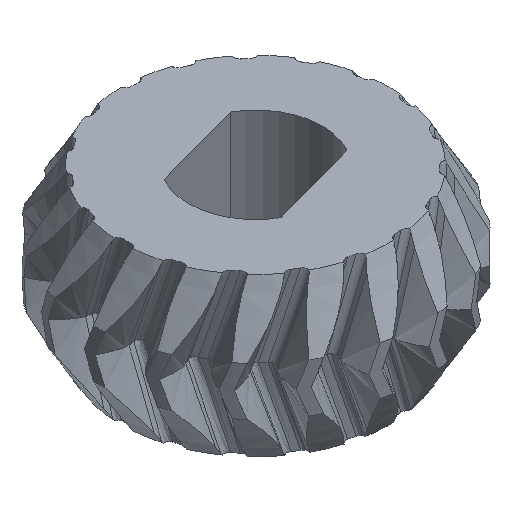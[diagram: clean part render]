
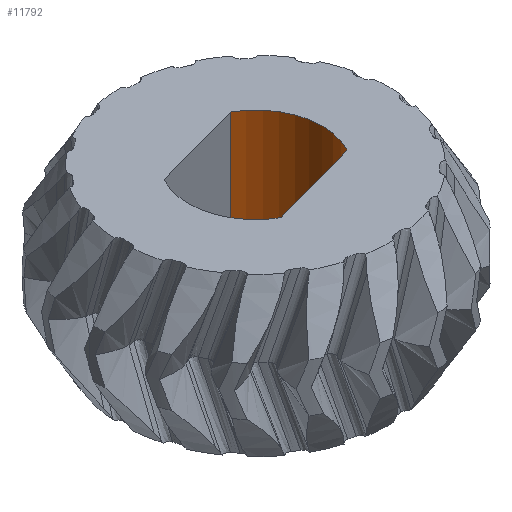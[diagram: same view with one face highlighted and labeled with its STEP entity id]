
A CAD part, isometric view. The second image highlights one B-rep face of the part: STEP entity #11792.
In plain terms, the highlighted cylindrical face has radius 4.25 mm (diameter 8.5 mm), a partial arc.
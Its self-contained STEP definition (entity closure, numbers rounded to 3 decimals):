
#668 = AXIS2_PLACEMENT_3D ( 'NONE', #5110, #12443, #20395 ) ;
#923 = AXIS2_PLACEMENT_3D ( 'NONE', #14550, #18523, #23691 ) ;
#2454 = CIRCLE ( 'NONE', #923, 4.25 ) ;
#2780 = EDGE_CURVE ( 'NONE', #20649, #8026, #4502, .T. ) ;
#3636 = VECTOR ( 'NONE', #18950, 1000. ) ;
#4264 = CARTESIAN_POINT ( 'NONE',  ( 2.087, 3.702, 5. ) ) ;
#4502 = LINE ( 'NONE', #4264, #3636 ) ;
#5110 = CARTESIAN_POINT ( 'NONE',  ( 0., 0., 5. ) ) ;
#5302 = DIRECTION ( 'NONE',  ( 0., 0., 1. ) ) ;
#5512 = AXIS2_PLACEMENT_3D ( 'NONE', #17828, #5302, #21445 ) ;
#5722 = CARTESIAN_POINT ( 'NONE',  ( 3.702, -2.087, 5. ) ) ;
#6920 = CYLINDRICAL_SURFACE ( 'NONE', #668, 4.25 ) ;
#7333 = EDGE_CURVE ( 'NONE', #15525, #19208, #13287, .T. ) ;
#7847 = CIRCLE ( 'NONE', #5512, 4.25 ) ;
#8026 = VERTEX_POINT ( 'NONE', #10157 ) ;
#8856 = FACE_OUTER_BOUND ( 'NONE', #13762, .T. ) ;
#10157 = CARTESIAN_POINT ( 'NONE',  ( 2.087, 3.702, -5. ) ) ;
#11792 = ADVANCED_FACE ( 'NONE', ( #8856 ), #6920, .F. ) ;
#12443 = DIRECTION ( 'NONE',  ( 0., 0., -1. ) ) ;
#13287 = LINE ( 'NONE', #5722, #14836 ) ;
#13547 = ORIENTED_EDGE ( 'NONE', *, *, #21170, .F. ) ;
#13762 = EDGE_LOOP ( 'NONE', ( #15795, #13547, #23791, #16090 ) ) ;
#13889 = CARTESIAN_POINT ( 'NONE',  ( 2.087, 3.702, 5. ) ) ;
#14550 = CARTESIAN_POINT ( 'NONE',  ( 0., 0., 5. ) ) ;
#14836 = VECTOR ( 'NONE', #20652, 1000. ) ;
#15525 = VERTEX_POINT ( 'NONE', #21930 ) ;
#15795 = ORIENTED_EDGE ( 'NONE', *, *, #2780, .T. ) ;
#16063 = EDGE_CURVE ( 'NONE', #15525, #20649, #2454, .T. ) ;
#16090 = ORIENTED_EDGE ( 'NONE', *, *, #16063, .T. ) ;
#17828 = CARTESIAN_POINT ( 'NONE',  ( 0., 0., -5. ) ) ;
#18523 = DIRECTION ( 'NONE',  ( 0., 0., 1. ) ) ;
#18950 = DIRECTION ( 'NONE',  ( 0., 0., -1. ) ) ;
#19208 = VERTEX_POINT ( 'NONE', #19519 ) ;
#19519 = CARTESIAN_POINT ( 'NONE',  ( 3.702, -2.087, -5. ) ) ;
#20395 = DIRECTION ( 'NONE',  ( -1., 0., 0. ) ) ;
#20649 = VERTEX_POINT ( 'NONE', #13889 ) ;
#20652 = DIRECTION ( 'NONE',  ( 0., 0., -1. ) ) ;
#21170 = EDGE_CURVE ( 'NONE', #19208, #8026, #7847, .T. ) ;
#21445 = DIRECTION ( 'NONE',  ( 1., 0., 0. ) ) ;
#21930 = CARTESIAN_POINT ( 'NONE',  ( 3.702, -2.087, 5. ) ) ;
#23691 = DIRECTION ( 'NONE',  ( 1., 0., 0. ) ) ;
#23791 = ORIENTED_EDGE ( 'NONE', *, *, #7333, .F. ) ;
